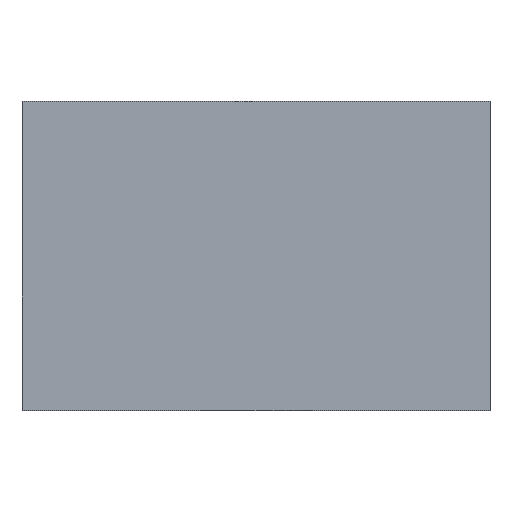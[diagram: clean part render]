
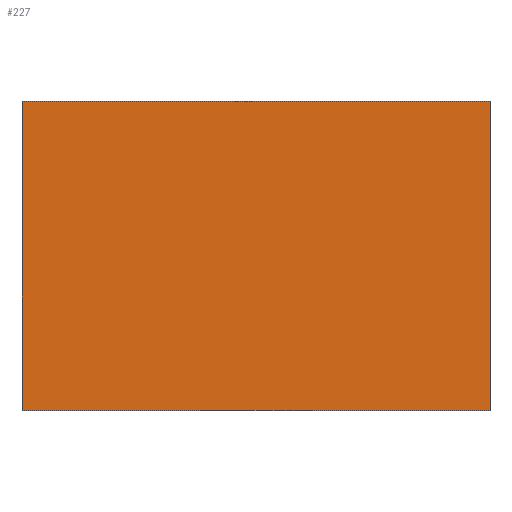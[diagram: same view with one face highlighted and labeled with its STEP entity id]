
A CAD part, top view. The second image highlights one B-rep face of the part: STEP entity #227.
In plain terms, the highlighted planar face has unit normal (0, 0, 1).
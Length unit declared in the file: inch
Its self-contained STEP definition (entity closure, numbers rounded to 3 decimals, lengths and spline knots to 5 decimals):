
#3 = AXIS2_PLACEMENT_3D ( 'NONE', #238, #39, #211 ) ;
#7 = EDGE_CURVE ( 'NONE', #314, #127, #80, .T. ) ;
#11 = CARTESIAN_POINT ( 'NONE',  ( 1.17941, 1.35783, 0.26 ) ) ;
#33 = LINE ( 'NONE', #128, #148 ) ;
#38 = FACE_OUTER_BOUND ( 'NONE', #251, .T. ) ;
#39 = DIRECTION ( 'NONE',  ( 0., 0., 1. ) ) ;
#40 = VECTOR ( 'NONE', #153, 39.37008 ) ;
#43 = CARTESIAN_POINT ( 'NONE',  ( 1.17941, 1.91238, 0.26 ) ) ;
#58 = EDGE_CURVE ( 'NONE', #122, #314, #33, .T. ) ;
#70 = ORIENTED_EDGE ( 'NONE', *, *, #284, .T. ) ;
#80 = LINE ( 'NONE', #147, #91 ) ;
#91 = VECTOR ( 'NONE', #223, 39.37008 ) ;
#97 = VECTOR ( 'NONE', #113, 39.37008 ) ;
#100 = EDGE_CURVE ( 'NONE', #122, #173, #130, .T. ) ;
#113 = DIRECTION ( 'NONE',  ( 1., 0., 0. ) ) ;
#115 = CARTESIAN_POINT ( 'NONE',  ( 1.17941, 1.35783, 0.26 ) ) ;
#122 = VERTEX_POINT ( 'NONE', #259 ) ;
#127 = VERTEX_POINT ( 'NONE', #115 ) ;
#128 = CARTESIAN_POINT ( 'NONE',  ( 2.01941, 1.91238, 0.26 ) ) ;
#130 = LINE ( 'NONE', #281, #40 ) ;
#143 = ORIENTED_EDGE ( 'NONE', *, *, #58, .T. ) ;
#147 = CARTESIAN_POINT ( 'NONE',  ( 1.17941, 1.91238, 0.26 ) ) ;
#148 = VECTOR ( 'NONE', #229, 39.37008 ) ;
#153 = DIRECTION ( 'NONE',  ( 0., -1., 0. ) ) ;
#159 = CARTESIAN_POINT ( 'NONE',  ( 2.01941, 1.35783, 0.26 ) ) ;
#173 = VERTEX_POINT ( 'NONE', #159 ) ;
#182 = PLANE ( 'NONE',  #3 ) ;
#211 = DIRECTION ( 'NONE',  ( 1., 0., 0. ) ) ;
#223 = DIRECTION ( 'NONE',  ( 0., -1., 0. ) ) ;
#227 = ADVANCED_FACE ( 'NONE', ( #38 ), #182, .T. ) ;
#229 = DIRECTION ( 'NONE',  ( -1., 0., 0. ) ) ;
#233 = LINE ( 'NONE', #11, #97 ) ;
#238 = CARTESIAN_POINT ( 'NONE',  ( 0., 0., 0.26 ) ) ;
#251 = EDGE_LOOP ( 'NONE', ( #292, #143, #276, #70 ) ) ;
#259 = CARTESIAN_POINT ( 'NONE',  ( 2.01941, 1.91238, 0.26 ) ) ;
#276 = ORIENTED_EDGE ( 'NONE', *, *, #7, .T. ) ;
#281 = CARTESIAN_POINT ( 'NONE',  ( 2.01941, 1.91238, 0.26 ) ) ;
#284 = EDGE_CURVE ( 'NONE', #127, #173, #233, .T. ) ;
#292 = ORIENTED_EDGE ( 'NONE', *, *, #100, .F. ) ;
#314 = VERTEX_POINT ( 'NONE', #43 ) ;
